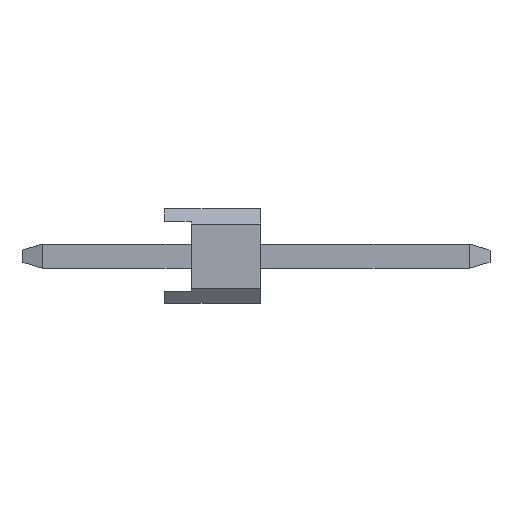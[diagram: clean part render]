
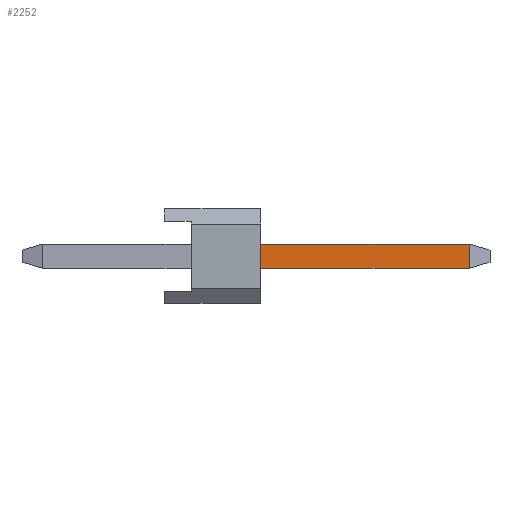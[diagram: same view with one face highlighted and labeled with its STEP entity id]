
A CAD part, left-side view. The second image highlights one B-rep face of the part: STEP entity #2252.
In plain terms, the highlighted planar face has unit normal (-1, 0, 0).
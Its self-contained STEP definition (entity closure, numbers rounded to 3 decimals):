
#1858=VERTEX_POINT('',#4383);
#2242=EDGE_CURVE('',#2260,#2822,#4816,.T.);
#2252=ADVANCED_FACE('',(#4827),#4828,.T.);
#2260=VERTEX_POINT('',#4837);
#2632=EDGE_CURVE('',#1858,#3278,#5251,.T.);
#2822=VERTEX_POINT('',#5458);
#2862=EDGE_CURVE('',#2822,#1858,#5502,.T.);
#3126=EDGE_CURVE('',#3278,#2260,#5791,.T.);
#3278=VERTEX_POINT('',#5960);
#4383=CARTESIAN_POINT('',(-9.21,-8.074,0.32));
#4816=LINE('',#8004,#8005);
#4827=FACE_OUTER_BOUND('',#8018,.T.);
#4828=PLANE('',#8019);
#4837=CARTESIAN_POINT('',(-9.21,-2.54,-0.32));
#5251=LINE('',#8623,#8624);
#5458=CARTESIAN_POINT('',(-9.21,-2.54,0.32));
#5502=LINE('',#8980,#8981);
#5791=LINE('',#9403,#9404);
#5960=CARTESIAN_POINT('',(-9.21,-8.074,-0.32));
#8004=CARTESIAN_POINT('',(-9.21,-2.54,0.252));
#8005=VECTOR('',#11538,1.0);
#8018=EDGE_LOOP('',(#11549,#11550,#11551,#11552));
#8019=AXIS2_PLACEMENT_3D('',#11553,#11554,#11555);
#8623=CARTESIAN_POINT('',(-9.21,-8.074,0.5));
#8624=VECTOR('',#12000,1.0);
#8980=CARTESIAN_POINT('',(-9.21,-2.42,0.32));
#8981=VECTOR('',#12227,1.0);
#9403=CARTESIAN_POINT('',(-9.21,3.234,-0.32));
#9404=VECTOR('',#12496,1.0);
#11538=DIRECTION('',(0.,0.,1.0));
#11549=ORIENTED_EDGE('',*,*,#2242,.F.);
#11550=ORIENTED_EDGE('',*,*,#3126,.F.);
#11551=ORIENTED_EDGE('',*,*,#2632,.F.);
#11552=ORIENTED_EDGE('',*,*,#2862,.F.);
#11553=CARTESIAN_POINT('',(-9.21,3.234,0.5));
#11554=DIRECTION('',(-1.0,0.,0.));
#11555=DIRECTION('',(0.,1.0,0.));
#12000=DIRECTION('',(0.0,0.,-1.0));
#12227=DIRECTION('',(0.,-1.0,0.));
#12496=DIRECTION('',(0.,1.0,0.));
